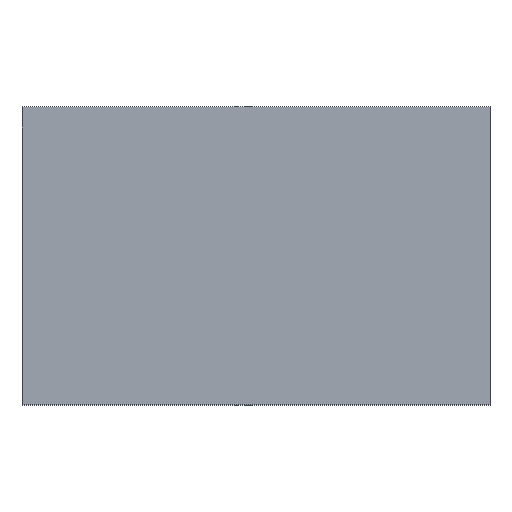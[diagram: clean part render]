
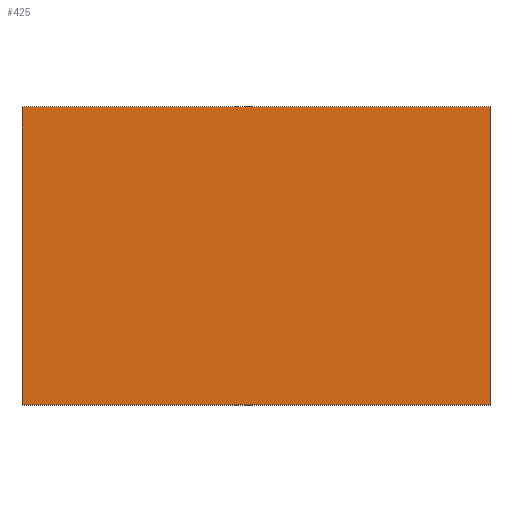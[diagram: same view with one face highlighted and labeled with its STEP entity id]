
A CAD part, top view. The second image highlights one B-rep face of the part: STEP entity #425.
In plain terms, the highlighted planar face has unit normal (0, 0, 1).
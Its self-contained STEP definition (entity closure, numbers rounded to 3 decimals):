
#238 = VERTEX_POINT('',#239);
#239 = CARTESIAN_POINT('',(-0.55,-0.35,0.45));
#247 = VERTEX_POINT('',#248);
#248 = CARTESIAN_POINT('',(-0.55,0.35,0.45));
#254 = EDGE_CURVE('',#238,#247,#255,.T.);
#255 = LINE('',#256,#257);
#256 = CARTESIAN_POINT('',(-0.55,-0.35,0.45));
#257 = VECTOR('',#258,1.);
#258 = DIRECTION('',(0.,1.,0.));
#270 = EDGE_CURVE('',#247,#271,#273,.T.);
#271 = VERTEX_POINT('',#272);
#272 = CARTESIAN_POINT('',(0.55,0.35,0.45));
#273 = LINE('',#274,#275);
#274 = CARTESIAN_POINT('',(-0.55,0.35,0.45));
#275 = VECTOR('',#276,1.);
#276 = DIRECTION('',(1.,0.,0.));
#294 = EDGE_CURVE('',#238,#295,#297,.T.);
#295 = VERTEX_POINT('',#296);
#296 = CARTESIAN_POINT('',(0.55,-0.35,0.45));
#297 = LINE('',#298,#299);
#298 = CARTESIAN_POINT('',(-0.55,-0.35,0.45));
#299 = VECTOR('',#300,1.);
#300 = DIRECTION('',(1.,0.,0.));
#319 = EDGE_CURVE('',#295,#271,#320,.T.);
#320 = LINE('',#321,#322);
#321 = CARTESIAN_POINT('',(0.55,-0.35,0.45));
#322 = VECTOR('',#323,1.);
#323 = DIRECTION('',(0.,1.,0.));
#425 = ADVANCED_FACE('',(#426),#432,.T.);
#426 = FACE_BOUND('',#427,.T.);
#427 = EDGE_LOOP('',(#428,#429,#430,#431));
#428 = ORIENTED_EDGE('',*,*,#254,.F.);
#429 = ORIENTED_EDGE('',*,*,#294,.T.);
#430 = ORIENTED_EDGE('',*,*,#319,.T.);
#431 = ORIENTED_EDGE('',*,*,#270,.F.);
#432 = PLANE('',#433);
#433 = AXIS2_PLACEMENT_3D('',#434,#435,#436);
#434 = CARTESIAN_POINT('',(-0.55,-0.35,0.45));
#435 = DIRECTION('',(0.,0.,1.));
#436 = DIRECTION('',(1.,0.,0.));
